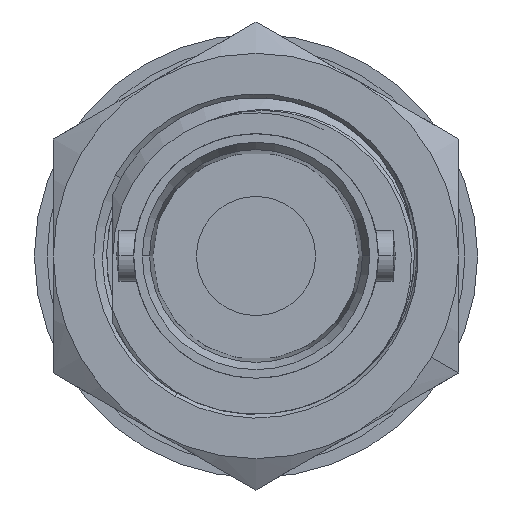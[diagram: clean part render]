
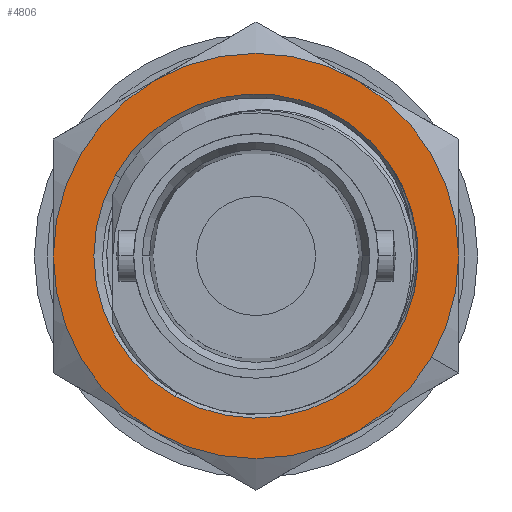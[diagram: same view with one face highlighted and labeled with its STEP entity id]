
A CAD part, left-side view. The second image highlights one B-rep face of the part: STEP entity #4806.
In plain terms, the highlighted planar face has unit normal (-1, 0, 0).
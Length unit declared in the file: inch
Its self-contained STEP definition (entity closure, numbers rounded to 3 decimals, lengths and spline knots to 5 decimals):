
#11 = CARTESIAN_POINT ( 'NONE',  ( 0., 0., 0. ) ) ;
#282 = EDGE_CURVE ( 'NONE', #3429, #7936, #7109, .T. ) ;
#393 = DIRECTION ( 'NONE',  ( 1., 0., 0. ) ) ;
#442 = CARTESIAN_POINT ( 'NONE',  ( 0., -0.10329, 0.22982 ) ) ;
#454 = ORIENTED_EDGE ( 'NONE', *, *, #282, .T. ) ;
#740 = EDGE_CURVE ( 'NONE', #12618, #8470, #7333, .T. ) ;
#780 = DIRECTION ( 'NONE',  ( 1., 0., 0. ) ) ;
#779 = CARTESIAN_POINT ( 'NONE',  ( 0., 0., 0. ) ) ;
#1011 = CARTESIAN_POINT ( 'NONE',  ( 0., -0.27276, -0.15748 ) ) ;
#1277 = EDGE_CURVE ( 'NONE', #12618, #5708, #7776, .T. ) ;
#1366 = EDGE_CURVE ( 'NONE', #7936, #10012, #8866, .T. ) ;
#1460 = AXIS2_PLACEMENT_3D ( 'NONE', #8433, #8298, #5023 ) ;
#1527 = CARTESIAN_POINT ( 'NONE',  ( 0., 0., 0. ) ) ;
#1561 = CARTESIAN_POINT ( 'NONE',  ( 0., 0., 0. ) ) ;
#1570 = VERTEX_POINT ( 'NONE', #8968 ) ;
#1682 = CARTESIAN_POINT ( 'NONE',  ( 0., 0.27276, 0.15748 ) ) ;
#1936 = AXIS2_PLACEMENT_3D ( 'NONE', #11, #3206, #8595 ) ;
#1960 = ORIENTED_EDGE ( 'NONE', *, *, #1366, .T. ) ;
#2302 = AXIS2_PLACEMENT_3D ( 'NONE', #779, #2765, #6908 ) ;
#2481 = DIRECTION ( 'NONE',  ( 1., 0., 0. ) ) ;
#2659 = DIRECTION ( 'NONE',  ( -1., 0., 0. ) ) ;
#2697 = FACE_OUTER_BOUND ( 'NONE', #3342, .T. ) ;
#2765 = DIRECTION ( 'NONE',  ( 1., 0., 0. ) ) ;
#2947 = EDGE_CURVE ( 'NONE', #10012, #3429, #8889, .T. ) ;
#3206 = DIRECTION ( 'NONE',  ( 1., 0., 0. ) ) ;
#3342 = EDGE_LOOP ( 'NONE', ( #8254, #7015, #10228, #11049, #9848, #4939, #12934 ) ) ;
#3429 = VERTEX_POINT ( 'NONE', #442 ) ;
#3479 = DIRECTION ( 'NONE',  ( 0., 0.866, 0.5 ) ) ;
#3671 = DIRECTION ( 'NONE',  ( 0., -0.866, -0.5 ) ) ;
#3776 = CARTESIAN_POINT ( 'NONE',  ( 0., 0.27276, -0.15748 ) ) ;
#3778 = CIRCLE ( 'NONE', #5303, 0.31496 ) ;
#3849 = FACE_BOUND ( 'NONE', #11606, .T. ) ;
#3882 = CIRCLE ( 'NONE', #1936, 0.31496 ) ;
#4153 = EDGE_CURVE ( 'NONE', #1570, #5708, #3882, .T. ) ;
#4431 = CARTESIAN_POINT ( 'NONE',  ( 0., 0., 0. ) ) ;
#4468 = ORIENTED_EDGE ( 'NONE', *, *, #2947, .T. ) ;
#4806 = ADVANCED_FACE ( 'NONE', ( #3849, #2697 ), #6021, .F. ) ;
#4939 = ORIENTED_EDGE ( 'NONE', *, *, #10341, .T. ) ;
#4940 = AXIS2_PLACEMENT_3D ( 'NONE', #9722, #393, #9590 ) ;
#5023 = DIRECTION ( 'NONE',  ( 0., -0.41, 0.912 ) ) ;
#5088 = CARTESIAN_POINT ( 'NONE',  ( 0., 0., -0.25197 ) ) ;
#5303 = AXIS2_PLACEMENT_3D ( 'NONE', #5744, #9702, #11824 ) ;
#5708 = VERTEX_POINT ( 'NONE', #3776 ) ;
#5728 = EDGE_CURVE ( 'NONE', #12350, #1570, #11419, .T. ) ;
#5744 = CARTESIAN_POINT ( 'NONE',  ( 0., 0., 0. ) ) ;
#5842 = CARTESIAN_POINT ( 'NONE',  ( 0., 0., 0. ) ) ;
#6021 = PLANE ( 'NONE',  #10644 ) ;
#6619 = DIRECTION ( 'NONE',  ( 0., 0., 1. ) ) ;
#6908 = DIRECTION ( 'NONE',  ( 0., -0.866, -0.5 ) ) ;
#7015 = ORIENTED_EDGE ( 'NONE', *, *, #740, .F. ) ;
#7109 = CIRCLE ( 'NONE', #1460, 0.25197 ) ;
#7333 = CIRCLE ( 'NONE', #4940, 0.31496 ) ;
#7374 = CIRCLE ( 'NONE', #9562, 0.31496 ) ;
#7546 = AXIS2_PLACEMENT_3D ( 'NONE', #5842, #9804, #3671 ) ;
#7728 = EDGE_CURVE ( 'NONE', #12491, #10407, #8195, .T. ) ;
#7776 = CIRCLE ( 'NONE', #7986, 0.31496 ) ;
#7859 = CARTESIAN_POINT ( 'NONE',  ( 0., -0.27276, 0.15748 ) ) ;
#7936 = VERTEX_POINT ( 'NONE', #5088 ) ;
#7986 = AXIS2_PLACEMENT_3D ( 'NONE', #1561, #2659, #3479 ) ;
#8133 = DIRECTION ( 'NONE',  ( 0., 1., 0. ) ) ;
#8195 = CIRCLE ( 'NONE', #7546, 0.31496 ) ;
#8254 = ORIENTED_EDGE ( 'NONE', *, *, #13250, .F. ) ;
#8298 = DIRECTION ( 'NONE',  ( 1., 0., 0. ) ) ;
#8433 = CARTESIAN_POINT ( 'NONE',  ( 0., 0., 0. ) ) ;
#8470 = VERTEX_POINT ( 'NONE', #9256 ) ;
#8590 = DIRECTION ( 'NONE',  ( 1., 0., 0. ) ) ;
#8595 = DIRECTION ( 'NONE',  ( 0., 0., -1. ) ) ;
#8650 = CARTESIAN_POINT ( 'NONE',  ( 0., -0.31496, 0. ) ) ;
#8811 = DIRECTION ( 'NONE',  ( 1., 0., 0. ) ) ;
#8866 = CIRCLE ( 'NONE', #9074, 0.25197 ) ;
#8889 = CIRCLE ( 'NONE', #12588, 0.25197 ) ;
#8968 = CARTESIAN_POINT ( 'NONE',  ( 0., 0., -0.31496 ) ) ;
#9074 = AXIS2_PLACEMENT_3D ( 'NONE', #4431, #8590, #12749 ) ;
#9256 = CARTESIAN_POINT ( 'NONE',  ( 0., 0., 0.31496 ) ) ;
#9562 = AXIS2_PLACEMENT_3D ( 'NONE', #11813, #2481, #6619 ) ;
#9590 = DIRECTION ( 'NONE',  ( 0., 0.866, 0.5 ) ) ;
#9702 = DIRECTION ( 'NONE',  ( -1., 0., 0. ) ) ;
#9722 = CARTESIAN_POINT ( 'NONE',  ( 0., 0., 0. ) ) ;
#9804 = DIRECTION ( 'NONE',  ( -1., 0., 0. ) ) ;
#9848 = ORIENTED_EDGE ( 'NONE', *, *, #5728, .F. ) ;
#10012 = VERTEX_POINT ( 'NONE', #10753 ) ;
#10228 = ORIENTED_EDGE ( 'NONE', *, *, #1277, .T. ) ;
#10341 = EDGE_CURVE ( 'NONE', #12350, #12491, #3778, .T. ) ;
#10407 = VERTEX_POINT ( 'NONE', #7859 ) ;
#10644 = AXIS2_PLACEMENT_3D ( 'NONE', #13129, #780, #8133 ) ;
#10753 = CARTESIAN_POINT ( 'NONE',  ( 0., 0.25197, 0. ) ) ;
#11049 = ORIENTED_EDGE ( 'NONE', *, *, #4153, .F. ) ;
#11419 = CIRCLE ( 'NONE', #2302, 0.31496 ) ;
#11606 = EDGE_LOOP ( 'NONE', ( #454, #1960, #4468 ) ) ;
#11813 = CARTESIAN_POINT ( 'NONE',  ( 0., 0., 0. ) ) ;
#11824 = DIRECTION ( 'NONE',  ( 0., -0.866, -0.5 ) ) ;
#12350 = VERTEX_POINT ( 'NONE', #1011 ) ;
#12491 = VERTEX_POINT ( 'NONE', #8650 ) ;
#12588 = AXIS2_PLACEMENT_3D ( 'NONE', #1527, #8811, #12984 ) ;
#12618 = VERTEX_POINT ( 'NONE', #1682 ) ;
#12749 = DIRECTION ( 'NONE',  ( 0., -0.41, 0.912 ) ) ;
#12934 = ORIENTED_EDGE ( 'NONE', *, *, #7728, .T. ) ;
#12984 = DIRECTION ( 'NONE',  ( 0., 1., 0. ) ) ;
#13129 = CARTESIAN_POINT ( 'NONE',  ( 0., 0., 0. ) ) ;
#13250 = EDGE_CURVE ( 'NONE', #8470, #10407, #7374, .T. ) ;
